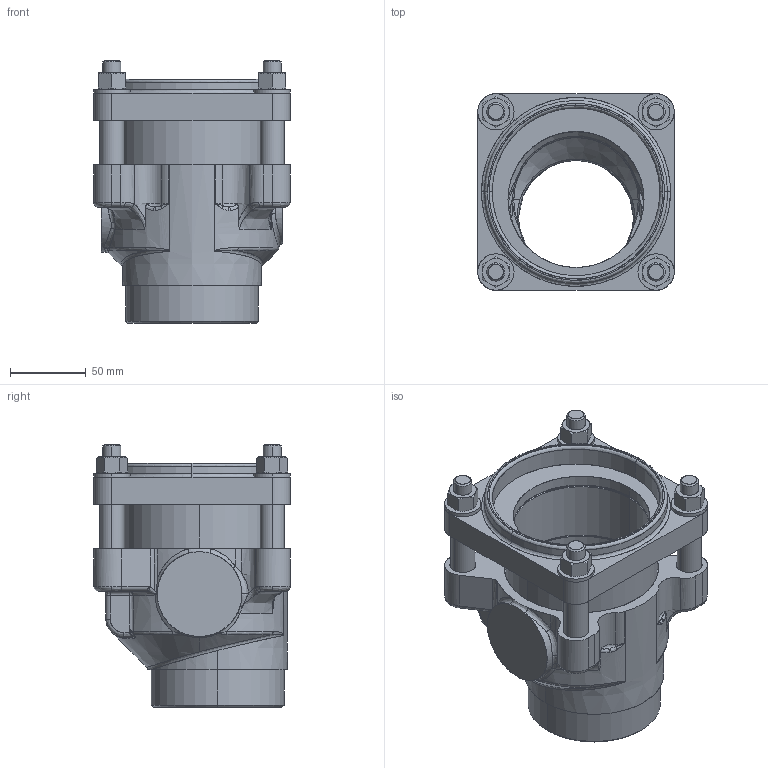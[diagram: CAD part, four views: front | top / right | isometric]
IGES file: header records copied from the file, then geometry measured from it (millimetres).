
Start section: SolidWorks IGES file using analytic representation for surfaces
Global section: file name: SGAV100G_251881.IGS; native system: SolidWorks 2010; preprocessor: SolidWorks 2010; author: LarsenR; date: 120920.125155; units: millimetre
Bounding box: 130 x 130 x 174 mm (x, y, z)
Surface area: 166220.5 mm2 (no closed solid volume)
Topology: 0 solids, 0 shells, 565 faces, 9713 edges, 9698 vertices
Faces by surface type: bspline 398, revolution 167
